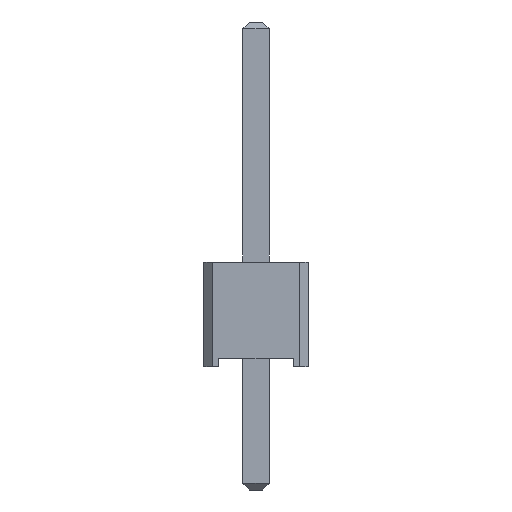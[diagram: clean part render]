
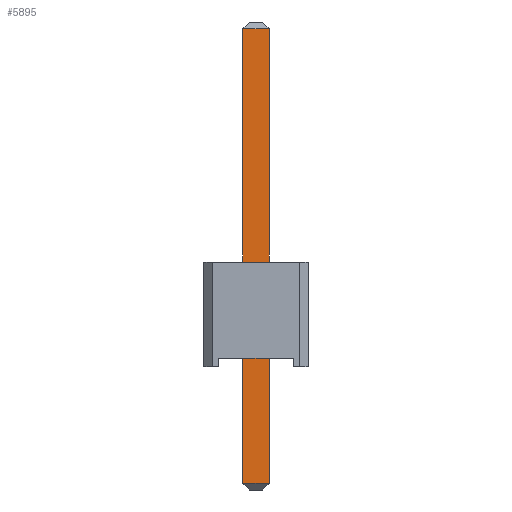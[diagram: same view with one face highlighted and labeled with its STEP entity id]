
A CAD part, left-side view. The second image highlights one B-rep face of the part: STEP entity #5895.
In plain terms, the highlighted planar face has unit normal (-1, 0, 0).
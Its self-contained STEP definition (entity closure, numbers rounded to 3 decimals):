
#5779 = EDGE_CURVE('',#5780,#5782,#5784,.T.);
#5780 = VERTEX_POINT('',#5781);
#5781 = CARTESIAN_POINT('',(-0.32,0.32,-2.84));
#5782 = VERTEX_POINT('',#5783);
#5783 = CARTESIAN_POINT('',(-0.32,0.32,8.22));
#5784 = SURFACE_CURVE('',#5785,(#5789,#5801),.PCURVE_S1.);
#5785 = LINE('',#5786,#5787);
#5786 = CARTESIAN_POINT('',(-0.32,0.32,-3.));
#5787 = VECTOR('',#5788,1.);
#5788 = DIRECTION('',(0.,0.,1.));
#5789 = PCURVE('',#5790,#5795);
#5790 = PLANE('',#5791);
#5791 = AXIS2_PLACEMENT_3D('',#5792,#5793,#5794);
#5792 = CARTESIAN_POINT('',(-0.32,0.32,-3.));
#5793 = DIRECTION('',(0.,1.,0.));
#5794 = DIRECTION('',(1.,0.,0.));
#5795 = DEFINITIONAL_REPRESENTATION('',(#5796),#5800);
#5796 = LINE('',#5797,#5798);
#5797 = CARTESIAN_POINT('',(0.,0.));
#5798 = VECTOR('',#5799,1.);
#5799 = DIRECTION('',(0.,-1.));
#5800 = ( GEOMETRIC_REPRESENTATION_CONTEXT(2) 
PARAMETRIC_REPRESENTATION_CONTEXT() REPRESENTATION_CONTEXT('2D SPACE',''
  ) );
#5801 = PCURVE('',#5802,#5807);
#5802 = PLANE('',#5803);
#5803 = AXIS2_PLACEMENT_3D('',#5804,#5805,#5806);
#5804 = CARTESIAN_POINT('',(-0.32,-0.32,-3.));
#5805 = DIRECTION('',(-1.,0.,0.));
#5806 = DIRECTION('',(0.,1.,0.));
#5807 = DEFINITIONAL_REPRESENTATION('',(#5808),#5812);
#5808 = LINE('',#5809,#5810);
#5809 = CARTESIAN_POINT('',(0.64,0.));
#5810 = VECTOR('',#5811,1.);
#5811 = DIRECTION('',(0.,-1.));
#5812 = ( GEOMETRIC_REPRESENTATION_CONTEXT(2) 
PARAMETRIC_REPRESENTATION_CONTEXT() REPRESENTATION_CONTEXT('2D SPACE',''
  ) );
#5895 = ADVANCED_FACE('',(#5896),#5802,.T.);
#5896 = FACE_BOUND('',#5897,.T.);
#5897 = EDGE_LOOP('',(#5898,#5928,#5954,#5955));
#5898 = ORIENTED_EDGE('',*,*,#5899,.T.);
#5899 = EDGE_CURVE('',#5900,#5902,#5904,.T.);
#5900 = VERTEX_POINT('',#5901);
#5901 = CARTESIAN_POINT('',(-0.32,-0.32,-2.84));
#5902 = VERTEX_POINT('',#5903);
#5903 = CARTESIAN_POINT('',(-0.32,-0.32,8.22));
#5904 = SURFACE_CURVE('',#5905,(#5909,#5916),.PCURVE_S1.);
#5905 = LINE('',#5906,#5907);
#5906 = CARTESIAN_POINT('',(-0.32,-0.32,-3.));
#5907 = VECTOR('',#5908,1.);
#5908 = DIRECTION('',(0.,0.,1.));
#5909 = PCURVE('',#5802,#5910);
#5910 = DEFINITIONAL_REPRESENTATION('',(#5911),#5915);
#5911 = LINE('',#5912,#5913);
#5912 = CARTESIAN_POINT('',(0.,0.));
#5913 = VECTOR('',#5914,1.);
#5914 = DIRECTION('',(0.,-1.));
#5915 = ( GEOMETRIC_REPRESENTATION_CONTEXT(2) 
PARAMETRIC_REPRESENTATION_CONTEXT() REPRESENTATION_CONTEXT('2D SPACE',''
  ) );
#5916 = PCURVE('',#5917,#5922);
#5917 = PLANE('',#5918);
#5918 = AXIS2_PLACEMENT_3D('',#5919,#5920,#5921);
#5919 = CARTESIAN_POINT('',(0.32,-0.32,-3.));
#5920 = DIRECTION('',(0.,-1.,0.));
#5921 = DIRECTION('',(-1.,0.,0.));
#5922 = DEFINITIONAL_REPRESENTATION('',(#5923),#5927);
#5923 = LINE('',#5924,#5925);
#5924 = CARTESIAN_POINT('',(0.64,0.));
#5925 = VECTOR('',#5926,1.);
#5926 = DIRECTION('',(0.,-1.));
#5927 = ( GEOMETRIC_REPRESENTATION_CONTEXT(2) 
PARAMETRIC_REPRESENTATION_CONTEXT() REPRESENTATION_CONTEXT('2D SPACE',''
  ) );
#5928 = ORIENTED_EDGE('',*,*,#5929,.T.);
#5929 = EDGE_CURVE('',#5902,#5782,#5930,.T.);
#5930 = SURFACE_CURVE('',#5931,(#5935,#5942),.PCURVE_S1.);
#5931 = LINE('',#5932,#5933);
#5932 = CARTESIAN_POINT('',(-0.32,-0.32,8.22));
#5933 = VECTOR('',#5934,1.);
#5934 = DIRECTION('',(0.,1.,0.));
#5935 = PCURVE('',#5802,#5936);
#5936 = DEFINITIONAL_REPRESENTATION('',(#5937),#5941);
#5937 = LINE('',#5938,#5939);
#5938 = CARTESIAN_POINT('',(0.,-11.22));
#5939 = VECTOR('',#5940,1.);
#5940 = DIRECTION('',(1.,0.));
#5941 = ( GEOMETRIC_REPRESENTATION_CONTEXT(2) 
PARAMETRIC_REPRESENTATION_CONTEXT() REPRESENTATION_CONTEXT('2D SPACE',''
  ) );
#5942 = PCURVE('',#5943,#5948);
#5943 = PLANE('',#5944);
#5944 = AXIS2_PLACEMENT_3D('',#5945,#5946,#5947);
#5945 = CARTESIAN_POINT('',(-0.24,-0.32,8.3));
#5946 = DIRECTION('',(-0.707,0.,0.707
    ));
#5947 = DIRECTION('',(0.,-1.,0.));
#5948 = DEFINITIONAL_REPRESENTATION('',(#5949),#5953);
#5949 = LINE('',#5950,#5951);
#5950 = CARTESIAN_POINT('',(0.,-0.113));
#5951 = VECTOR('',#5952,1.);
#5952 = DIRECTION('',(-1.,0.));
#5953 = ( GEOMETRIC_REPRESENTATION_CONTEXT(2) 
PARAMETRIC_REPRESENTATION_CONTEXT() REPRESENTATION_CONTEXT('2D SPACE',''
  ) );
#5954 = ORIENTED_EDGE('',*,*,#5779,.F.);
#5955 = ORIENTED_EDGE('',*,*,#5956,.F.);
#5956 = EDGE_CURVE('',#5900,#5780,#5957,.T.);
#5957 = SURFACE_CURVE('',#5958,(#5962,#5969),.PCURVE_S1.);
#5958 = LINE('',#5959,#5960);
#5959 = CARTESIAN_POINT('',(-0.32,-0.32,-2.84));
#5960 = VECTOR('',#5961,1.);
#5961 = DIRECTION('',(0.,1.,0.));
#5962 = PCURVE('',#5802,#5963);
#5963 = DEFINITIONAL_REPRESENTATION('',(#5964),#5968);
#5964 = LINE('',#5965,#5966);
#5965 = CARTESIAN_POINT('',(0.,-0.16));
#5966 = VECTOR('',#5967,1.);
#5967 = DIRECTION('',(1.,0.));
#5968 = ( GEOMETRIC_REPRESENTATION_CONTEXT(2) 
PARAMETRIC_REPRESENTATION_CONTEXT() REPRESENTATION_CONTEXT('2D SPACE',''
  ) );
#5969 = PCURVE('',#5970,#5975);
#5970 = PLANE('',#5971);
#5971 = AXIS2_PLACEMENT_3D('',#5972,#5973,#5974);
#5972 = CARTESIAN_POINT('',(-0.24,-0.32,-2.92));
#5973 = DIRECTION('',(0.707,0.,0.707));
#5974 = DIRECTION('',(0.,-1.,0.));
#5975 = DEFINITIONAL_REPRESENTATION('',(#5976),#5980);
#5976 = LINE('',#5977,#5978);
#5977 = CARTESIAN_POINT('',(0.,-0.113));
#5978 = VECTOR('',#5979,1.);
#5979 = DIRECTION('',(-1.,0.));
#5980 = ( GEOMETRIC_REPRESENTATION_CONTEXT(2) 
PARAMETRIC_REPRESENTATION_CONTEXT() REPRESENTATION_CONTEXT('2D SPACE',''
  ) );
